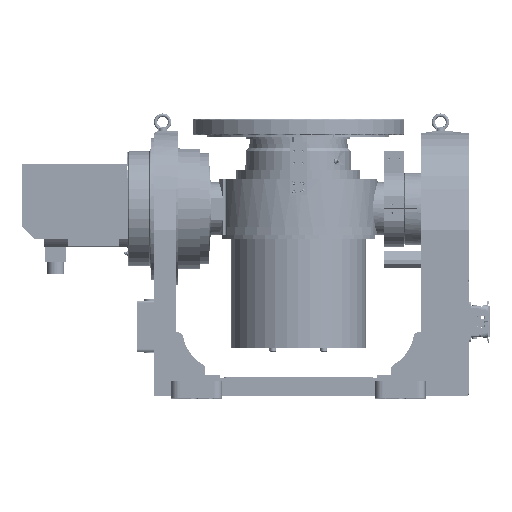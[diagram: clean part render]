
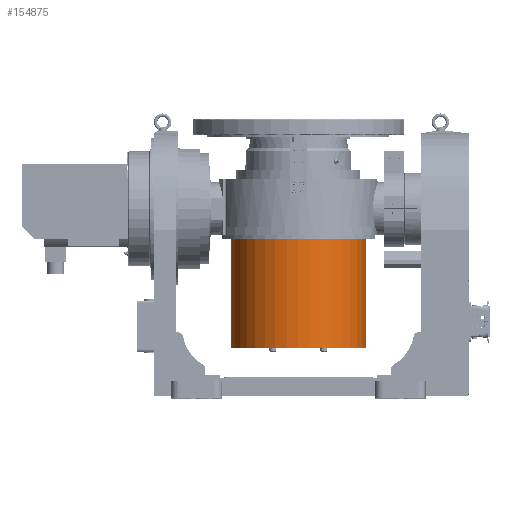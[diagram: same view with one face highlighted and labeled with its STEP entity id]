
A CAD part, top view. The second image highlights one B-rep face of the part: STEP entity #154875.
In plain terms, the highlighted cylindrical face has radius 159.25 mm (diameter 318.5 mm), a partial arc.
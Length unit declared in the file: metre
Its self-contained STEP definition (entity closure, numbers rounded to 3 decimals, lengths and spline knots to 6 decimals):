
#2256 = CARTESIAN_POINT ( 'NONE',  ( 0., 0., 0.256 ) ) ;
#2692 = EDGE_LOOP ( 'NONE', ( #198886, #83888, #201021, #118843 ) ) ;
#2765 = VERTEX_POINT ( 'NONE', #87100 ) ;
#8334 = VERTEX_POINT ( 'NONE', #215377 ) ;
#15352 = CARTESIAN_POINT ( 'NONE',  ( 0., 0., 0. ) ) ;
#19885 = DIRECTION ( 'NONE',  ( 1., 0., 0. ) ) ;
#19908 = EDGE_CURVE ( 'NONE', #70963, #184852, #190702, .T. ) ;
#32204 = CIRCLE ( 'NONE', #62536, 0.15925 ) ;
#39037 = AXIS2_PLACEMENT_3D ( 'NONE', #2256, #124462, #19885 ) ;
#42822 = AXIS2_PLACEMENT_3D ( 'NONE', #15352, #154996, #102450 ) ;
#59623 = EDGE_CURVE ( 'NONE', #184852, #8334, #32204, .T. ) ;
#62536 = AXIS2_PLACEMENT_3D ( 'NONE', #202692, #98809, #219697 ) ;
#70963 = VERTEX_POINT ( 'NONE', #164523 ) ;
#83888 = ORIENTED_EDGE ( 'NONE', *, *, #86786, .T. ) ;
#85395 = FACE_OUTER_BOUND ( 'NONE', #2692, .T. ) ;
#86786 = EDGE_CURVE ( 'NONE', #8334, #2765, #114074, .T. ) ;
#87000 = CYLINDRICAL_SURFACE ( 'NONE', #42822, 0.15925 ) ;
#87100 = CARTESIAN_POINT ( 'NONE',  ( -0.00025, -0.15925, 0.256 ) ) ;
#98809 = DIRECTION ( 'NONE',  ( 0., 0., 1. ) ) ;
#102450 = DIRECTION ( 'NONE',  ( 1., 0., 0. ) ) ;
#114074 = LINE ( 'NONE', #205144, #115786 ) ;
#115786 = VECTOR ( 'NONE', #222209, 1. ) ;
#118843 = ORIENTED_EDGE ( 'NONE', *, *, #19908, .T. ) ;
#124462 = DIRECTION ( 'NONE',  ( 0., 0., -1. ) ) ;
#133035 = CARTESIAN_POINT ( 'NONE',  ( -0.00025, 0.15925, 0. ) ) ;
#154875 = ADVANCED_FACE ( 'NONE', ( #85395 ), #87000, .T. ) ;
#154996 = DIRECTION ( 'NONE',  ( 0., 0., 1. ) ) ;
#159039 = CARTESIAN_POINT ( 'NONE',  ( -0.00025, 0.15925, 0. ) ) ;
#164523 = CARTESIAN_POINT ( 'NONE',  ( -0.00025, 0.15925, 0.256 ) ) ;
#184056 = CIRCLE ( 'NONE', #39037, 0.15925 ) ;
#184852 = VERTEX_POINT ( 'NONE', #133035 ) ;
#190702 = LINE ( 'NONE', #159039, #197554 ) ;
#197554 = VECTOR ( 'NONE', #213056, 1. ) ;
#198886 = ORIENTED_EDGE ( 'NONE', *, *, #59623, .T. ) ;
#201021 = ORIENTED_EDGE ( 'NONE', *, *, #221901, .T. ) ;
#202692 = CARTESIAN_POINT ( 'NONE',  ( 0., 0., 0. ) ) ;
#205144 = CARTESIAN_POINT ( 'NONE',  ( -0.00025, -0.15925, 0. ) ) ;
#213056 = DIRECTION ( 'NONE',  ( 0., 0., -1. ) ) ;
#215377 = CARTESIAN_POINT ( 'NONE',  ( -0.00025, -0.15925, 0. ) ) ;
#219697 = DIRECTION ( 'NONE',  ( 1., 0., 0. ) ) ;
#221901 = EDGE_CURVE ( 'NONE', #2765, #70963, #184056, .T. ) ;
#222209 = DIRECTION ( 'NONE',  ( 0., 0., 1. ) ) ;
